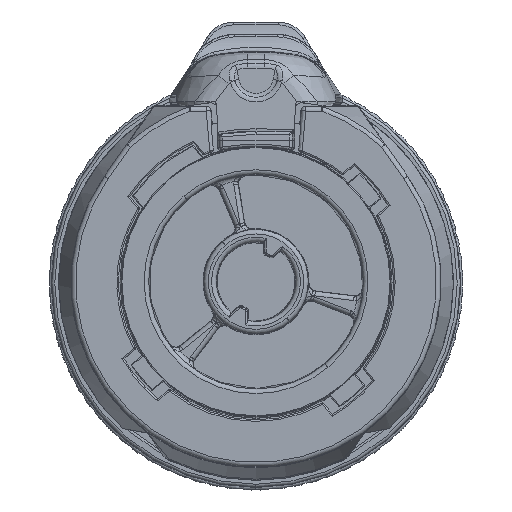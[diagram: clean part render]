
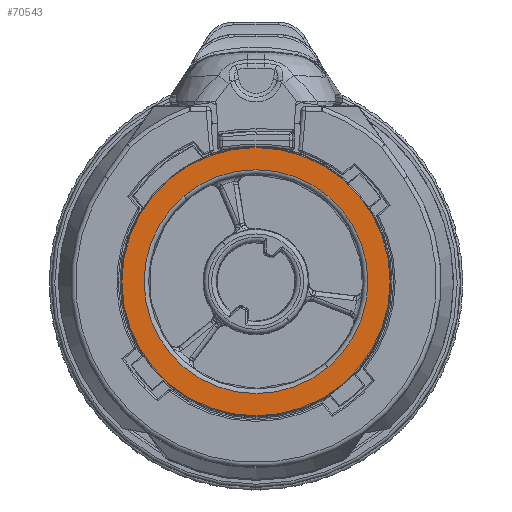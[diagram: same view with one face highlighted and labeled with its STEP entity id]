
A CAD part, top view. The second image highlights one B-rep face of the part: STEP entity #70543.
In plain terms, the highlighted planar face has unit normal (0, 0, 1).
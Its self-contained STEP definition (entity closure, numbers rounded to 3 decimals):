
#24245=CARTESIAN_POINT('',(0.,0.,63.45));
#24246=DIRECTION('',(0.,0.,-1.));
#24247=DIRECTION('',(0.643,-0.766,0.));
#24248=AXIS2_PLACEMENT_3D('',#24245,#24246,#24247);
#24250=CARTESIAN_POINT('',(0.,0.,63.45));
#24251=DIRECTION('',(0.,0.,-1.));
#24252=DIRECTION('',(-0.643,0.766,0.));
#24253=AXIS2_PLACEMENT_3D('',#24250,#24251,#24252);
#24255=CARTESIAN_POINT('',(0.,0.,63.45));
#24256=DIRECTION('',(0.,0.,-1.));
#24257=DIRECTION('',(-0.643,0.766,0.));
#24258=AXIS2_PLACEMENT_3D('',#24255,#24256,#24257);
#24260=CARTESIAN_POINT('',(0.,0.,63.45));
#24261=DIRECTION('',(0.,0.,-1.));
#24262=DIRECTION('',(0.643,-0.766,0.));
#24263=AXIS2_PLACEMENT_3D('',#24260,#24261,#24262);
#27255=CARTESIAN_POINT('',(4.666,-5.56,63.45));
#27256=CARTESIAN_POINT('',(-4.666,5.56,63.45));
#27257=VERTEX_POINT('',#27255);
#27258=VERTEX_POINT('',#27256);
#27379=CARTESIAN_POINT('',(-5.592,6.665,63.45));
#27380=CARTESIAN_POINT('',(5.592,-6.665,63.45));
#27381=VERTEX_POINT('',#27379);
#27382=VERTEX_POINT('',#27380);
#70528=CARTESIAN_POINT('',(0.,0.,63.45));
#70529=DIRECTION('',(0.,0.,-1.));
#70530=DIRECTION('',(-0.643,0.766,0.));
#70531=AXIS2_PLACEMENT_3D('',#70528,#70529,#70530);
#70532=PLANE('',#70531);
#70533=ORIENTED_EDGE('',*,*,#70522,.T.);
#70534=ORIENTED_EDGE('',*,*,#70508,.T.);
#70535=EDGE_LOOP('',(#70533,#70534));
#70536=FACE_OUTER_BOUND('',#70535,.F.);
#70538=ORIENTED_EDGE('',*,*,#70537,.F.);
#70540=ORIENTED_EDGE('',*,*,#70539,.F.);
#70541=EDGE_LOOP('',(#70538,#70540));
#70542=FACE_BOUND('',#70541,.F.);
#24249=CIRCLE('',#24248,7.259);
#24254=CIRCLE('',#24253,7.259);
#24259=CIRCLE('',#24258,8.7);
#24264=CIRCLE('',#24263,8.7);
#70508=EDGE_CURVE('',#27382,#27381,#24264,.T.);
#70522=EDGE_CURVE('',#27381,#27382,#24259,.T.);
#70537=EDGE_CURVE('',#27257,#27258,#24249,.T.);
#70539=EDGE_CURVE('',#27258,#27257,#24254,.T.);
#70543=ADVANCED_FACE('',(#70536,#70542),#70532,.F.);
